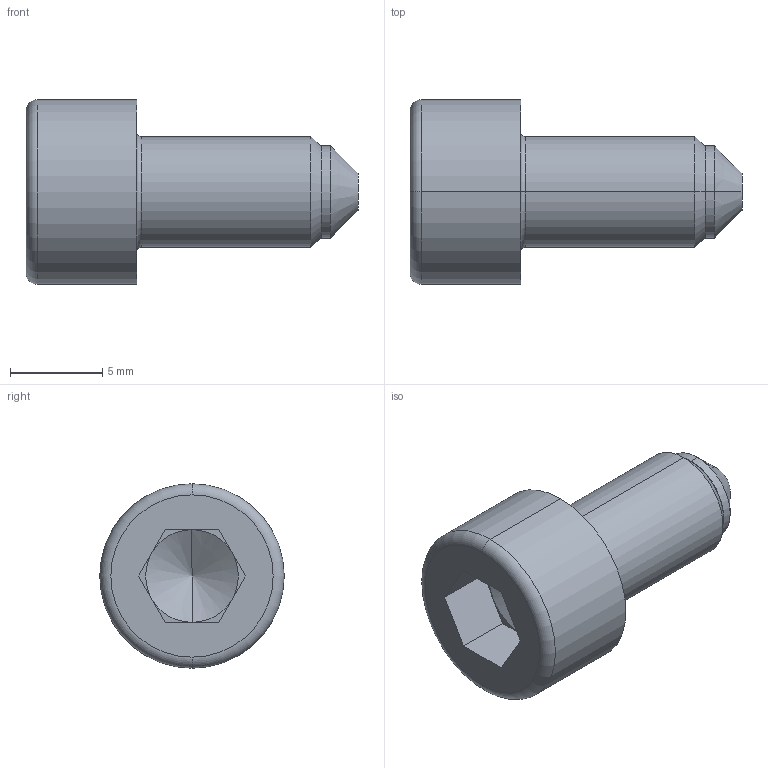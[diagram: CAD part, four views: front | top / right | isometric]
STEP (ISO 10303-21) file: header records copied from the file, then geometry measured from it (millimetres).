
FILE_DESCRIPTION (( 'STEP AP214' ), '1' );
FILE_NAME ('OM-001-050-910_01.STEP', '2024-10-06T13:51:19', ( '' ), ( '' ), 'SwSTEP 2.0', 'SolidWorks 2022', '' );
FILE_SCHEMA (( 'AUTOMOTIVE_DESIGN' ));
Length unit declared in the file: millimetre
Products named in the file (3): OM-001-050-911_01; OM-001-050-912_01; OM-001-050-910_01
Assembly tree (2 placements, depth 2):
  OM-001-050-910_01
    OM-001-050-911_01
    OM-001-050-912_01
Bounding box: 18 x 10 x 10 mm (x, y, z)
Volume: 684.9 mm3; surface area: 723.8 mm2
Topology: 2 solids, 2 shells, 42 faces, 88 edges, 50 vertices
Faces by surface type: plane 18, cylinder 10, cone 10, torus 4
Entity records: 1194 total; most frequent: DIRECTION 218, CARTESIAN_POINT 181, ORIENTED_EDGE 168, AXIS2_PLACEMENT_3D 87, EDGE_CURVE 84, VERTEX_POINT 50, EDGE_LOOP 46, VECTOR 44
